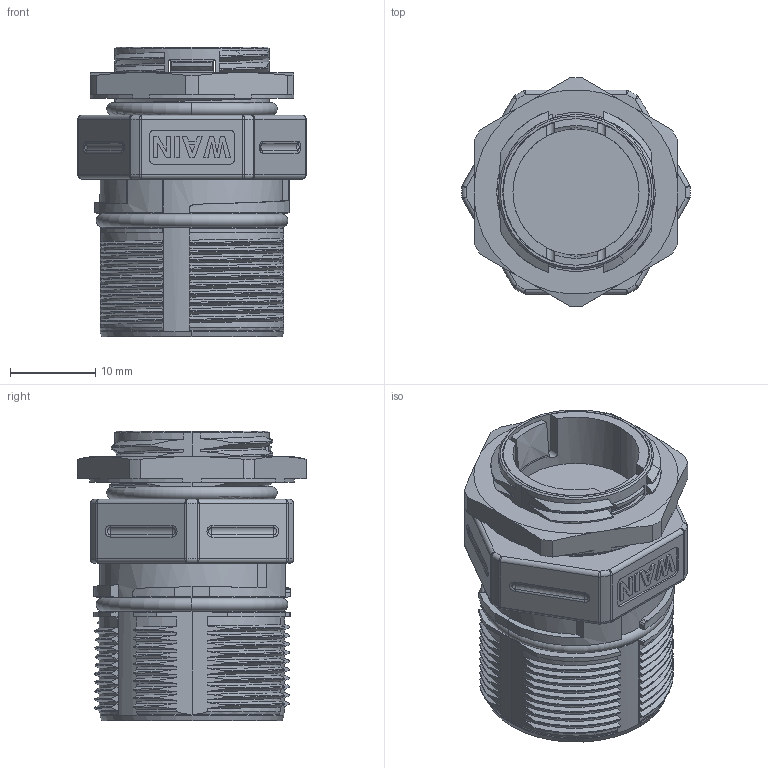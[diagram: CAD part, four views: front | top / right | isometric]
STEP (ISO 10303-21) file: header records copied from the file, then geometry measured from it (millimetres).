
FILE_DESCRIPTION(/* description */ (''),/* implementation_level */ '2;1');
FILE_NAME(/* name */ 'M20.stp',/* time_stamp */ '2024-01-03T19:45:46+08:00',/* author */ (''),/* organization */ (''),/* preprocessor_version */ 'ST-DEVELOPER v18.1',/* originating_system */ 'SIEMENS PLM Software NX 1980',/* authorisation */ '');
FILE_SCHEMA (('AUTOMOTIVE_DESIGN { 1 0 10303 214 3 1 1 1 }'));
Length unit declared in the file: millimetre
Products named in the file (1): qqq
Bounding box: 26.8 x 26.8 x 34 mm (x, y, z)
Volume: 9506.2 mm3; surface area: 8412.3 mm2
Topology: 1 solids, 3 shells, 731 faces, 2162 edges, 1415 vertices
Faces by surface type: cylinder 252, cone 196, plane 180, sphere 45, torus 45, bspline 12, extrusion 1
Full cylindrical faces by diameter (mm): 1.3 x1, 14.325 x1
Entity records: 27493 total; most frequent: CARTESIAN_POINT 9583, ORIENTED_EDGE 4268, DIRECTION 3072, EDGE_CURVE 2134, VERTEX_POINT 1414, AXIS2_PLACEMENT_3D 1235, B_SPLINE_CURVE_WITH_KNOTS 1017, EDGE_LOOP 764
